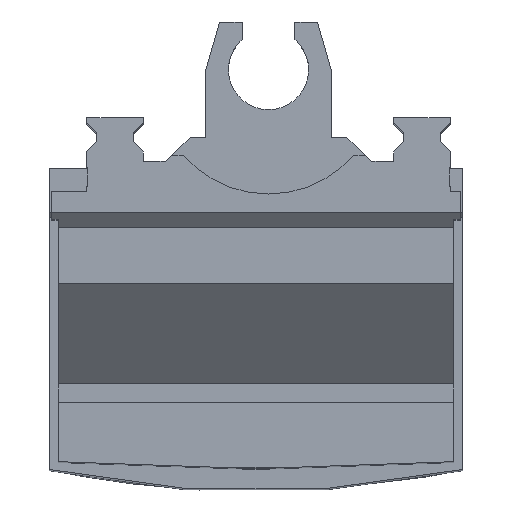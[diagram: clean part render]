
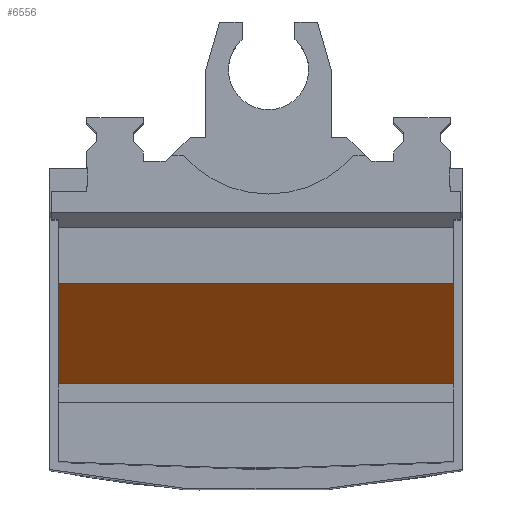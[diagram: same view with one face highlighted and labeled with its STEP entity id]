
A CAD part, top view. The second image highlights one B-rep face of the part: STEP entity #6556.
In plain terms, the highlighted planar face has unit normal (0, -0.643, 0.766).
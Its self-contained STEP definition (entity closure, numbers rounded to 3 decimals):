
#4610 = PLANE('',#4611);
#4611 = AXIS2_PLACEMENT_3D('',#4612,#4613,#4614);
#4612 = CARTESIAN_POINT('',(173.,-129.483,1667.5));
#4613 = DIRECTION('',(-1.,0.,0.));
#4614 = DIRECTION('',(0.,-1.,0.));
#4797 = PLANE('',#4798);
#4798 = AXIS2_PLACEMENT_3D('',#4799,#4800,#4801);
#4799 = CARTESIAN_POINT('',(-143.,-129.483,1667.5));
#4800 = DIRECTION('',(-1.,0.,0.));
#4801 = DIRECTION('',(0.,-1.,0.));
#6278 = PLANE('',#6279);
#6279 = AXIS2_PLACEMENT_3D('',#6280,#6281,#6282);
#6280 = CARTESIAN_POINT('',(180.,12.5,1623.556));
#6281 = DIRECTION('',(0.,-1.,0.));
#6282 = DIRECTION('',(0.,0.,-1.));
#6380 = VERTEX_POINT('',#6381);
#6381 = CARTESIAN_POINT('',(173.,12.5,1623.556));
#6404 = VERTEX_POINT('',#6405);
#6405 = CARTESIAN_POINT('',(-143.,12.5,1623.556));
#6426 = EDGE_CURVE('',#6380,#6404,#6427,.T.);
#6427 = SURFACE_CURVE('',#6428,(#6432,#6439),.PCURVE_S1.);
#6428 = LINE('',#6429,#6430);
#6429 = CARTESIAN_POINT('',(15.,12.5,1623.556));
#6430 = VECTOR('',#6431,1.);
#6431 = DIRECTION('',(-1.,0.,0.));
#6432 = PCURVE('',#6278,#6433);
#6433 = DEFINITIONAL_REPRESENTATION('',(#6434),#6438);
#6434 = LINE('',#6435,#6436);
#6435 = CARTESIAN_POINT('',(0.,-165.));
#6436 = VECTOR('',#6437,1.);
#6437 = DIRECTION('',(0.,-1.));
#6438 = ( GEOMETRIC_REPRESENTATION_CONTEXT(2) 
PARAMETRIC_REPRESENTATION_CONTEXT() REPRESENTATION_CONTEXT('2D SPACE',''
  ) );
#6439 = PCURVE('',#6440,#6445);
#6440 = PLANE('',#6441);
#6441 = AXIS2_PLACEMENT_3D('',#6442,#6443,#6444);
#6442 = CARTESIAN_POINT('',(180.,57.5,1661.316));
#6443 = DIRECTION('',(0.,-0.643,0.766));
#6444 = DIRECTION('',(0.,-0.766,-0.643));
#6445 = DEFINITIONAL_REPRESENTATION('',(#6446),#6450);
#6446 = LINE('',#6447,#6448);
#6447 = CARTESIAN_POINT('',(58.743,-165.));
#6448 = VECTOR('',#6449,1.);
#6449 = DIRECTION('',(-0.,-1.));
#6450 = ( GEOMETRIC_REPRESENTATION_CONTEXT(2) 
PARAMETRIC_REPRESENTATION_CONTEXT() REPRESENTATION_CONTEXT('2D SPACE',''
  ) );
#6556 = ADVANCED_FACE('',(#6557),#6440,.T.);
#6557 = FACE_BOUND('',#6558,.T.);
#6558 = EDGE_LOOP('',(#6559,#6582,#6583,#6606));
#6559 = ORIENTED_EDGE('',*,*,#6560,.T.);
#6560 = EDGE_CURVE('',#6561,#6380,#6563,.T.);
#6561 = VERTEX_POINT('',#6562);
#6562 = CARTESIAN_POINT('',(173.,-67.415,1556.5));
#6563 = SURFACE_CURVE('',#6564,(#6568,#6575),.PCURVE_S1.);
#6564 = LINE('',#6565,#6566);
#6565 = CARTESIAN_POINT('',(173.,-27.457,1590.028));
#6566 = VECTOR('',#6567,1.);
#6567 = DIRECTION('',(0.,0.766,0.643));
#6568 = PCURVE('',#6440,#6569);
#6569 = DEFINITIONAL_REPRESENTATION('',(#6570),#6574);
#6570 = LINE('',#6571,#6572);
#6571 = CARTESIAN_POINT('',(110.904,-7.));
#6572 = VECTOR('',#6573,1.);
#6573 = DIRECTION('',(-1.,0.));
#6574 = ( GEOMETRIC_REPRESENTATION_CONTEXT(2) 
PARAMETRIC_REPRESENTATION_CONTEXT() REPRESENTATION_CONTEXT('2D SPACE',''
  ) );
#6575 = PCURVE('',#4610,#6576);
#6576 = DEFINITIONAL_REPRESENTATION('',(#6577),#6581);
#6577 = LINE('',#6578,#6579);
#6578 = CARTESIAN_POINT('',(-102.025,-77.472));
#6579 = VECTOR('',#6580,1.);
#6580 = DIRECTION('',(-0.766,0.643));
#6581 = ( GEOMETRIC_REPRESENTATION_CONTEXT(2) 
PARAMETRIC_REPRESENTATION_CONTEXT() REPRESENTATION_CONTEXT('2D SPACE',''
  ) );
#6582 = ORIENTED_EDGE('',*,*,#6426,.T.);
#6583 = ORIENTED_EDGE('',*,*,#6584,.F.);
#6584 = EDGE_CURVE('',#6585,#6404,#6587,.T.);
#6585 = VERTEX_POINT('',#6586);
#6586 = CARTESIAN_POINT('',(-143.,-67.415,1556.5));
#6587 = SURFACE_CURVE('',#6588,(#6592,#6599),.PCURVE_S1.);
#6588 = LINE('',#6589,#6590);
#6589 = CARTESIAN_POINT('',(-143.,-27.457,1590.028));
#6590 = VECTOR('',#6591,1.);
#6591 = DIRECTION('',(0.,0.766,0.643));
#6592 = PCURVE('',#6440,#6593);
#6593 = DEFINITIONAL_REPRESENTATION('',(#6594),#6598);
#6594 = LINE('',#6595,#6596);
#6595 = CARTESIAN_POINT('',(110.904,-323.));
#6596 = VECTOR('',#6597,1.);
#6597 = DIRECTION('',(-1.,0.));
#6598 = ( GEOMETRIC_REPRESENTATION_CONTEXT(2) 
PARAMETRIC_REPRESENTATION_CONTEXT() REPRESENTATION_CONTEXT('2D SPACE',''
  ) );
#6599 = PCURVE('',#4797,#6600);
#6600 = DEFINITIONAL_REPRESENTATION('',(#6601),#6605);
#6601 = LINE('',#6602,#6603);
#6602 = CARTESIAN_POINT('',(-102.025,-77.472));
#6603 = VECTOR('',#6604,1.);
#6604 = DIRECTION('',(-0.766,0.643));
#6605 = ( GEOMETRIC_REPRESENTATION_CONTEXT(2) 
PARAMETRIC_REPRESENTATION_CONTEXT() REPRESENTATION_CONTEXT('2D SPACE',''
  ) );
#6606 = ORIENTED_EDGE('',*,*,#6607,.F.);
#6607 = EDGE_CURVE('',#6561,#6585,#6608,.T.);
#6608 = SURFACE_CURVE('',#6609,(#6613,#6620),.PCURVE_S1.);
#6609 = LINE('',#6610,#6611);
#6610 = CARTESIAN_POINT('',(15.,-67.415,1556.5));
#6611 = VECTOR('',#6612,1.);
#6612 = DIRECTION('',(-1.,0.,0.));
#6613 = PCURVE('',#6440,#6614);
#6614 = DEFINITIONAL_REPRESENTATION('',(#6615),#6619);
#6615 = LINE('',#6616,#6617);
#6616 = CARTESIAN_POINT('',(163.064,-165.));
#6617 = VECTOR('',#6618,1.);
#6618 = DIRECTION('',(-0.,-1.));
#6619 = ( GEOMETRIC_REPRESENTATION_CONTEXT(2) 
PARAMETRIC_REPRESENTATION_CONTEXT() REPRESENTATION_CONTEXT('2D SPACE',''
  ) );
#6620 = PCURVE('',#6621,#6626);
#6621 = PLANE('',#6622);
#6622 = AXIS2_PLACEMENT_3D('',#6623,#6624,#6625);
#6623 = CARTESIAN_POINT('',(180.,-82.,1556.5));
#6624 = DIRECTION('',(0.,0.,1.));
#6625 = DIRECTION('',(0.,-1.,0.));
#6626 = DEFINITIONAL_REPRESENTATION('',(#6627),#6631);
#6627 = LINE('',#6628,#6629);
#6628 = CARTESIAN_POINT('',(-14.585,-165.));
#6629 = VECTOR('',#6630,1.);
#6630 = DIRECTION('',(0.,-1.));
#6631 = ( GEOMETRIC_REPRESENTATION_CONTEXT(2) 
PARAMETRIC_REPRESENTATION_CONTEXT() REPRESENTATION_CONTEXT('2D SPACE',''
  ) );
